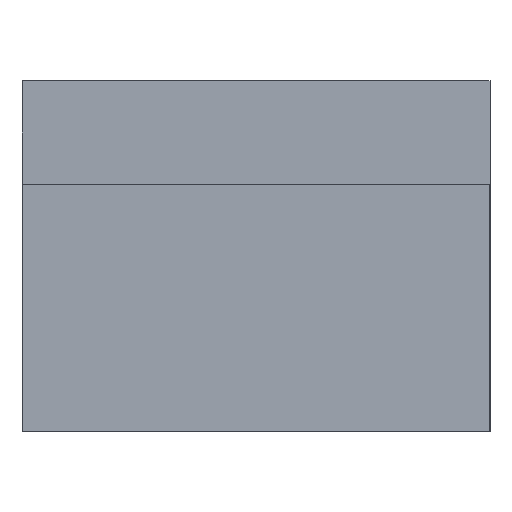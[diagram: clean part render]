
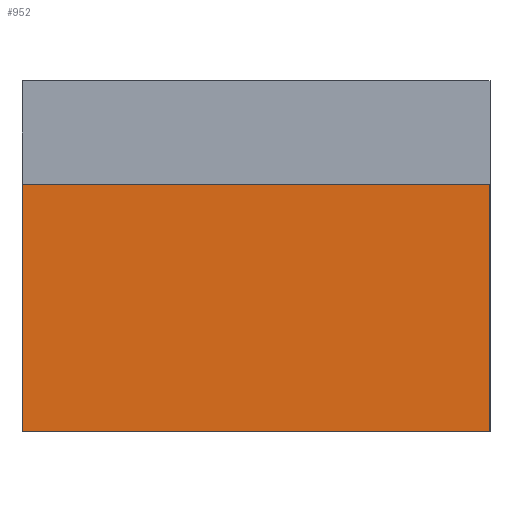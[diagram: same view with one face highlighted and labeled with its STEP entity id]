
A CAD part, left-side view. The second image highlights one B-rep face of the part: STEP entity #952.
In plain terms, the highlighted planar face has unit normal (-1, 0, 0).
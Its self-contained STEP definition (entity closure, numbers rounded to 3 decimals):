
#88=FACE_OUTER_BOUND('',#148,.T.);
#148=EDGE_LOOP('',(#818,#819,#820,#821));
#209=LINE('',#1392,#327);
#231=LINE('',#1437,#349);
#272=LINE('',#1532,#390);
#273=LINE('',#1533,#391);
#327=VECTOR('',#1135,10.);
#349=VECTOR('',#1163,10.);
#390=VECTOR('',#1264,10.);
#391=VECTOR('',#1265,10.);
#428=VERTEX_POINT('',#1389);
#429=VERTEX_POINT('',#1391);
#449=VERTEX_POINT('',#1435);
#473=VERTEX_POINT('',#1531);
#527=EDGE_CURVE('',#428,#429,#209,.T.);
#550=EDGE_CURVE('',#428,#449,#231,.T.);
#596=EDGE_CURVE('',#473,#449,#272,.T.);
#597=EDGE_CURVE('',#429,#473,#273,.T.);
#818=ORIENTED_EDGE('',*,*,#527,.F.);
#819=ORIENTED_EDGE('',*,*,#550,.T.);
#820=ORIENTED_EDGE('',*,*,#596,.F.);
#821=ORIENTED_EDGE('',*,*,#597,.F.);
#899=PLANE('',#1030);
#952=ADVANCED_FACE('',(#88),#899,.T.);
#1030=AXIS2_PLACEMENT_3D('',#1530,#1262,#1263);
#1135=DIRECTION('',(0.,1.,0.));
#1163=DIRECTION('',(0.,0.,1.));
#1262=DIRECTION('center_axis',(-1.,0.,0.));
#1263=DIRECTION('ref_axis',(0.,-1.,0.));
#1264=DIRECTION('',(0.,-1.,0.));
#1265=DIRECTION('',(0.,0.,1.));
#1389=CARTESIAN_POINT('',(0.,0.,0.));
#1391=CARTESIAN_POINT('',(0.,18.,0.));
#1392=CARTESIAN_POINT('',(0.,0.,0.));
#1435=CARTESIAN_POINT('',(0.,0.,9.5));
#1437=CARTESIAN_POINT('',(0.,0.,0.));
#1530=CARTESIAN_POINT('Origin',(0.,18.,0.));
#1531=CARTESIAN_POINT('',(0.,18.,9.5));
#1532=CARTESIAN_POINT('',(0.,0.,9.5));
#1533=CARTESIAN_POINT('',(0.,18.,0.));
